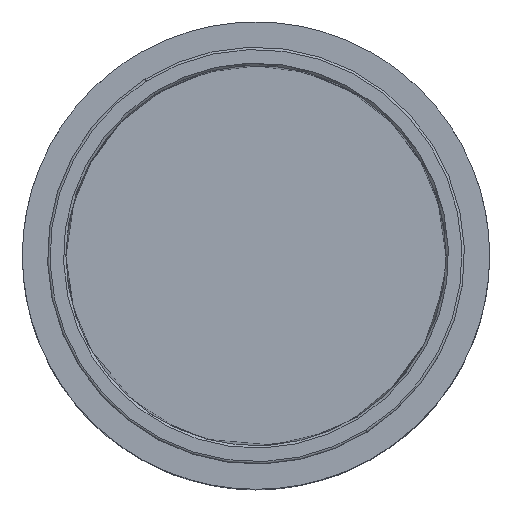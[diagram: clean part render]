
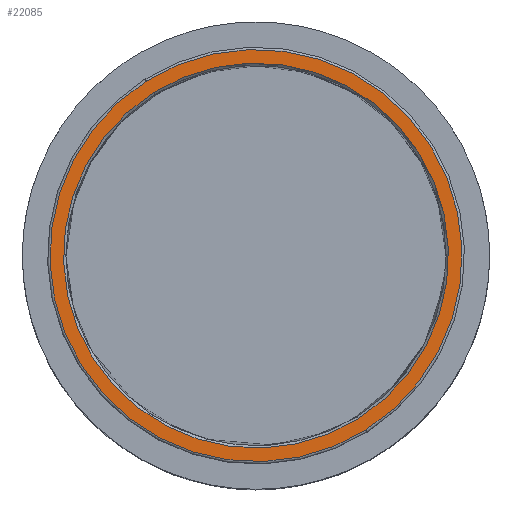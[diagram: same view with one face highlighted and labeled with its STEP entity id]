
A CAD part, top view. The second image highlights one B-rep face of the part: STEP entity #22085.
In plain terms, the highlighted planar face has unit normal (0, 0, 1).
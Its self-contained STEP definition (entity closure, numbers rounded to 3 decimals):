
#1032 = CARTESIAN_POINT ( 'NONE',  ( 0., 0., 1695. ) ) ;
#1364 = CIRCLE ( 'NONE', #8594, 867.1 ) ;
#1536 = DIRECTION ( 'NONE',  ( -0.533, 0.846, 0. ) ) ;
#1876 = CARTESIAN_POINT ( 'NONE',  ( 0., 0., 1695. ) ) ;
#2348 = EDGE_CURVE ( 'NONE', #14022, #13936, #9320, .T. ) ;
#2827 = DIRECTION ( 'NONE',  ( 0., 0., 1. ) ) ;
#3087 = ORIENTED_EDGE ( 'NONE', *, *, #6972, .T. ) ;
#4409 = PLANE ( 'NONE',  #19426 ) ;
#6090 = AXIS2_PLACEMENT_3D ( 'NONE', #1876, #10457, #1536 ) ;
#6340 = DIRECTION ( 'NONE',  ( 0., 0., -1. ) ) ;
#6814 = AXIS2_PLACEMENT_3D ( 'NONE', #11757, #6340, #8039 ) ;
#6825 = CARTESIAN_POINT ( 'NONE',  ( 431.346, -685.595, 1695. ) ) ;
#6972 = EDGE_CURVE ( 'NONE', #13936, #14022, #17640, .T. ) ;
#7014 = DIRECTION ( 'NONE',  ( -0.533, 0.846, 0. ) ) ;
#7239 = CARTESIAN_POINT ( 'NONE',  ( 0., 0., 1695. ) ) ;
#8039 = DIRECTION ( 'NONE',  ( -0.533, 0.846, 0. ) ) ;
#8594 = AXIS2_PLACEMENT_3D ( 'NONE', #7239, #10514, #14340 ) ;
#9056 = ORIENTED_EDGE ( 'NONE', *, *, #2348, .T. ) ;
#9320 = CIRCLE ( 'NONE', #20146, 810. ) ;
#9906 = EDGE_CURVE ( 'NONE', #15630, #12416, #10789, .T. ) ;
#10457 = DIRECTION ( 'NONE',  ( 0., 0., -1. ) ) ;
#10514 = DIRECTION ( 'NONE',  ( 0., 0., -1. ) ) ;
#10789 = CIRCLE ( 'NONE', #6090, 867.1 ) ;
#11757 = CARTESIAN_POINT ( 'NONE',  ( 0., 0., 1695. ) ) ;
#11867 = DIRECTION ( 'NONE',  ( 0., 0., -1. ) ) ;
#12416 = VERTEX_POINT ( 'NONE', #19405 ) ;
#12895 = FACE_OUTER_BOUND ( 'NONE', #21707, .T. ) ;
#13673 = EDGE_LOOP ( 'NONE', ( #3087, #9056 ) ) ;
#13936 = VERTEX_POINT ( 'NONE', #6825 ) ;
#14022 = VERTEX_POINT ( 'NONE', #17213 ) ;
#14340 = DIRECTION ( 'NONE',  ( -0.533, 0.846, 0. ) ) ;
#15630 = VERTEX_POINT ( 'NONE', #17673 ) ;
#17213 = CARTESIAN_POINT ( 'NONE',  ( -431.346, 685.595, 1695. ) ) ;
#17606 = ORIENTED_EDGE ( 'NONE', *, *, #9906, .F. ) ;
#17640 = CIRCLE ( 'NONE', #6814, 810. ) ;
#17673 = CARTESIAN_POINT ( 'NONE',  ( 461.753, -733.926, 1695. ) ) ;
#18310 = DIRECTION ( 'NONE',  ( 1., 0., 0. ) ) ;
#18518 = ORIENTED_EDGE ( 'NONE', *, *, #19562, .F. ) ;
#19405 = CARTESIAN_POINT ( 'NONE',  ( -461.753, 733.926, 1695. ) ) ;
#19426 = AXIS2_PLACEMENT_3D ( 'NONE', #1032, #2827, #18310 ) ;
#19562 = EDGE_CURVE ( 'NONE', #12416, #15630, #1364, .T. ) ;
#19899 = FACE_BOUND ( 'NONE', #13673, .T. ) ;
#20146 = AXIS2_PLACEMENT_3D ( 'NONE', #22269, #11867, #7014 ) ;
#21707 = EDGE_LOOP ( 'NONE', ( #18518, #17606 ) ) ;
#22085 = ADVANCED_FACE ( 'NONE', ( #19899, #12895 ), #4409, .T. ) ;
#22269 = CARTESIAN_POINT ( 'NONE',  ( 0., 0., 1695. ) ) ;
